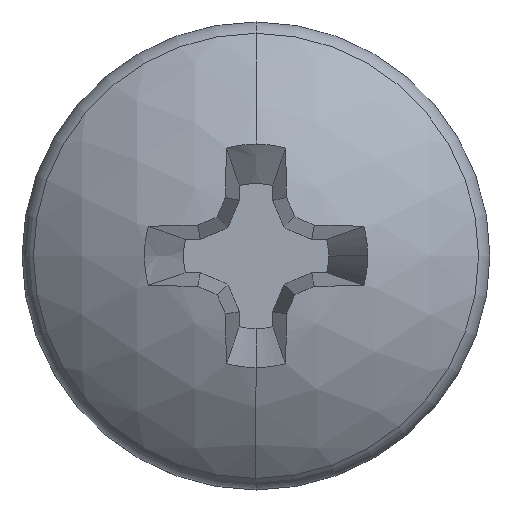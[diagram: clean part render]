
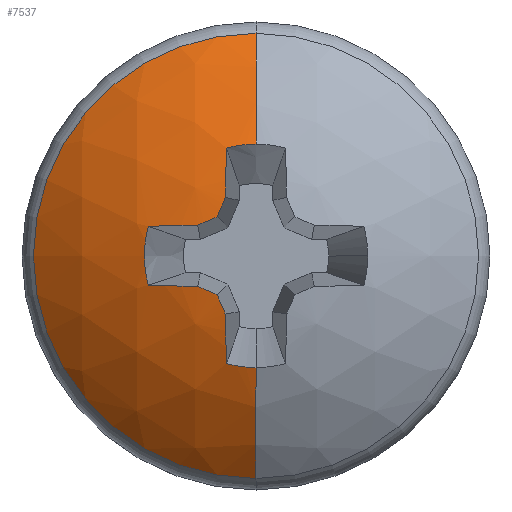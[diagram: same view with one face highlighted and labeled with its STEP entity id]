
A CAD part, top view. The second image highlights one B-rep face of the part: STEP entity #7537.
In plain terms, the highlighted spherical face has radius 4.225 mm.
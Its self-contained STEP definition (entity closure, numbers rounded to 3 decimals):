
#3 = VERTEX_POINT ( 'NONE', #6117 ) ;
#84 = EDGE_LOOP ( 'NONE', ( #2859, #2858, #2857, #2856, #2855, #2854, #2853, #2852, #2851, #2850, #2849, #2848, #2847, #2846 ) ) ;
#113 = VERTEX_POINT ( 'NONE', #6086 ) ;
#601 = AXIS2_PLACEMENT_3D ( 'NONE', #4801, #4802, #4803 ) ;
#602 = AXIS2_PLACEMENT_3D ( 'NONE', #4805, #4806, #4807 ) ;
#603 = AXIS2_PLACEMENT_3D ( 'NONE', #4809, #4810, #4811 ) ;
#604 = AXIS2_PLACEMENT_3D ( 'NONE', #4812, #4813, #4814 ) ;
#605 = AXIS2_PLACEMENT_3D ( 'NONE', #4816, #4817, #4818 ) ;
#606 = AXIS2_PLACEMENT_3D ( 'NONE', #4821, #4822, #4823 ) ;
#622 = AXIS2_PLACEMENT_3D ( 'NONE', #5056, #5057, #5058 ) ;
#623 = AXIS2_PLACEMENT_3D ( 'NONE', #5059, #5060, #5061 ) ;
#624 = AXIS2_PLACEMENT_3D ( 'NONE', #5062, #5063, #5064 ) ;
#625 = AXIS2_PLACEMENT_3D ( 'NONE', #5065, #5066, #5067 ) ;
#626 = AXIS2_PLACEMENT_3D ( 'NONE', #5068, #5069, #5070 ) ;
#627 = AXIS2_PLACEMENT_3D ( 'NONE', #5072, #5073, #5074 ) ;
#628 = AXIS2_PLACEMENT_3D ( 'NONE', #5077, #5078, #5079 ) ;
#629 = AXIS2_PLACEMENT_3D ( 'NONE', #5082, #5083, #5084 ) ;
#705 = AXIS2_PLACEMENT_3D ( 'NONE', #5366, #5361, #5369 ) ;
#800 = VERTEX_POINT ( 'NONE', #6053 ) ;
#1736 = CIRCLE ( 'NONE', #601, 1.433 ) ;
#1737 = CIRCLE ( 'NONE', #602, 4.225 ) ;
#1738 = CIRCLE ( 'NONE', #603, 4.225 ) ;
#1739 = CIRCLE ( 'NONE', #604, 4.215 ) ;
#1741 = CIRCLE ( 'NONE', #605, 4.225 ) ;
#1742 = CIRCLE ( 'NONE', #606, 4.215 ) ;
#1784 = CIRCLE ( 'NONE', #623, 4.225 ) ;
#1791 = CIRCLE ( 'NONE', #622, 2.854 ) ;
#1793 = CIRCLE ( 'NONE', #624, 1.433 ) ;
#1794 = CIRCLE ( 'NONE', #625, 4.225 ) ;
#1795 = CIRCLE ( 'NONE', #626, 4.215 ) ;
#1796 = CIRCLE ( 'NONE', #627, 4.215 ) ;
#1797 = CIRCLE ( 'NONE', #628, 4.225 ) ;
#1798 = CIRCLE ( 'NONE', #629, 1.433 ) ;
#1946 = FACE_OUTER_BOUND ( 'NONE', #84, .T. ) ;
#1948 = SPHERICAL_SURFACE ( 'NONE', #705, 4.225 ) ;
#2083 = VERTEX_POINT ( 'NONE', #6038 ) ;
#2091 = VERTEX_POINT ( 'NONE', #6033 ) ;
#2127 = VERTEX_POINT ( 'NONE', #5997 ) ;
#2143 = VERTEX_POINT ( 'NONE', #5981 ) ;
#2148 = VERTEX_POINT ( 'NONE', #5976 ) ;
#2223 = VERTEX_POINT ( 'NONE', #5901 ) ;
#2246 = VERTEX_POINT ( 'NONE', #5878 ) ;
#2846 = ORIENTED_EDGE ( 'NONE', *, *, #3666, .F. ) ;
#2847 = ORIENTED_EDGE ( 'NONE', *, *, #3664, .F. ) ;
#2848 = ORIENTED_EDGE ( 'NONE', *, *, #3665, .F. ) ;
#2849 = ORIENTED_EDGE ( 'NONE', *, *, #3668, .F. ) ;
#2850 = ORIENTED_EDGE ( 'NONE', *, *, #3670, .F. ) ;
#2851 = ORIENTED_EDGE ( 'NONE', *, *, #3669, .F. ) ;
#2852 = ORIENTED_EDGE ( 'NONE', *, *, #3728, .F. ) ;
#2853 = ORIENTED_EDGE ( 'NONE', *, *, #3727, .F. ) ;
#2854 = ORIENTED_EDGE ( 'NONE', *, *, #3726, .F. ) ;
#2855 = ORIENTED_EDGE ( 'NONE', *, *, #3725, .F. ) ;
#2856 = ORIENTED_EDGE ( 'NONE', *, *, #3724, .F. ) ;
#2857 = ORIENTED_EDGE ( 'NONE', *, *, #3723, .F. ) ;
#2858 = ORIENTED_EDGE ( 'NONE', *, *, #3722, .T. ) ;
#2859 = ORIENTED_EDGE ( 'NONE', *, *, #3721, .T. ) ;
#3664 = EDGE_CURVE ( 'NONE', #2091, #6767, #1736, .T. ) ;
#3665 = EDGE_CURVE ( 'NONE', #6767, #800, #1737, .T. ) ;
#3666 = EDGE_CURVE ( 'NONE', #2127, #2091, #1738, .T. ) ;
#3668 = EDGE_CURVE ( 'NONE', #800, #2143, #1739, .T. ) ;
#3669 = EDGE_CURVE ( 'NONE', #2223, #6701, #1741, .T. ) ;
#3670 = EDGE_CURVE ( 'NONE', #2143, #2223, #1742, .T. ) ;
#3721 = EDGE_CURVE ( 'NONE', #2127, #113, #1791, .T. ) ;
#3722 = EDGE_CURVE ( 'NONE', #113, #2148, #1784, .T. ) ;
#3723 = EDGE_CURVE ( 'NONE', #2246, #2148, #1793, .T. ) ;
#3724 = EDGE_CURVE ( 'NONE', #3, #2246, #1794, .T. ) ;
#3725 = EDGE_CURVE ( 'NONE', #2083, #3, #1795, .T. ) ;
#3726 = EDGE_CURVE ( 'NONE', #6756, #2083, #1796, .T. ) ;
#3727 = EDGE_CURVE ( 'NONE', #6760, #6756, #1797, .T. ) ;
#3728 = EDGE_CURVE ( 'NONE', #6701, #6760, #1798, .T. ) ;
#4801 = CARTESIAN_POINT ( 'NONE',  ( 0., 0., 14.25 ) ) ;
#4802 = DIRECTION ( 'NONE',  ( 0., 0., 1. ) ) ;
#4803 = DIRECTION ( 'NONE',  ( -1., 0., 0. ) ) ;
#4805 = CARTESIAN_POINT ( 'NONE',  ( -0.03, 0., 10.272 ) ) ;
#4806 = DIRECTION ( 'NONE',  ( 0.996, 0., 0.087 ) ) ;
#4807 = DIRECTION ( 'NONE',  ( 0.087, 0., -0.996 ) ) ;
#4809 = CARTESIAN_POINT ( 'NONE',  ( 0., 0., 10.275 ) ) ;
#4810 = DIRECTION ( 'NONE',  ( 1., 0., 0. ) ) ;
#4811 = DIRECTION ( 'NONE',  ( 0., 0., -1. ) ) ;
#4812 = CARTESIAN_POINT ( 'NONE',  ( -0.263, 0.109, 10.25 ) ) ;
#4813 = DIRECTION ( 'NONE',  ( 0.92, -0.381, 0.087 ) ) ;
#4814 = DIRECTION ( 'NONE',  ( 0.383, 0.924, 0. ) ) ;
#4816 = CARTESIAN_POINT ( 'NONE',  ( 0., 0.03, 10.272 ) ) ;
#4817 = DIRECTION ( 'NONE',  ( 0., -0.996, 0.087 ) ) ;
#4818 = DIRECTION ( 'NONE',  ( 0., -0.087, -0.996 ) ) ;
#4821 = CARTESIAN_POINT ( 'NONE',  ( -0.109, 0.263, 10.25 ) ) ;
#4822 = DIRECTION ( 'NONE',  ( 0.381, -0.92, 0.087 ) ) ;
#4823 = DIRECTION ( 'NONE',  ( 0.924, 0.383, 0. ) ) ;
#5056 = CARTESIAN_POINT ( 'NONE',  ( 0., 0., 13.39 ) ) ;
#5057 = DIRECTION ( 'NONE',  ( 0., 0., 1. ) ) ;
#5058 = DIRECTION ( 'NONE',  ( 0., -1., 0. ) ) ;
#5059 = CARTESIAN_POINT ( 'NONE',  ( 0., 0., 10.275 ) ) ;
#5060 = DIRECTION ( 'NONE',  ( -1., 0., 0. ) ) ;
#5061 = DIRECTION ( 'NONE',  ( 0., -1., 0. ) ) ;
#5062 = CARTESIAN_POINT ( 'NONE',  ( 0., 0., 14.25 ) ) ;
#5063 = DIRECTION ( 'NONE',  ( 0., 0., 1. ) ) ;
#5064 = DIRECTION ( 'NONE',  ( 0., 1., 0. ) ) ;
#5065 = CARTESIAN_POINT ( 'NONE',  ( -0.03, 0., 10.272 ) ) ;
#5066 = DIRECTION ( 'NONE',  ( 0.996, 0., 0.087 ) ) ;
#5067 = DIRECTION ( 'NONE',  ( 0.087, 0., -0.996 ) ) ;
#5068 = CARTESIAN_POINT ( 'NONE',  ( -0.263, -0.109, 10.25 ) ) ;
#5069 = DIRECTION ( 'NONE',  ( 0.92, 0.381, 0.087 ) ) ;
#5070 = DIRECTION ( 'NONE',  ( -0.383, 0.924, 0. ) ) ;
#5072 = CARTESIAN_POINT ( 'NONE',  ( -0.109, -0.263, 10.25 ) ) ;
#5073 = DIRECTION ( 'NONE',  ( 0.381, 0.92, 0.087 ) ) ;
#5074 = DIRECTION ( 'NONE',  ( -0.924, 0.383, 0. ) ) ;
#5075 = CARTESIAN_POINT ( 'NONE',  ( -0.749, -0.393, 14.415 ) ) ;
#5077 = CARTESIAN_POINT ( 'NONE',  ( 0., -0.03, 10.272 ) ) ;
#5078 = DIRECTION ( 'NONE',  ( 0., 0.996, 0.087 ) ) ;
#5079 = DIRECTION ( 'NONE',  ( 0., -0.087, 0.996 ) ) ;
#5082 = CARTESIAN_POINT ( 'NONE',  ( 0., 0., 14.25 ) ) ;
#5083 = DIRECTION ( 'NONE',  ( 0., 0., 1. ) ) ;
#5084 = DIRECTION ( 'NONE',  ( -1., 0., 0. ) ) ;
#5094 = CARTESIAN_POINT ( 'NONE',  ( -1.382, 0.378, 14.25 ) ) ;
#5120 = CARTESIAN_POINT ( 'NONE',  ( -1.382, -0.378, 14.25 ) ) ;
#5126 = CARTESIAN_POINT ( 'NONE',  ( -0.378, 1.382, 14.25 ) ) ;
#5361 = DIRECTION ( 'NONE',  ( -1., 0., 0. ) ) ;
#5366 = CARTESIAN_POINT ( 'NONE',  ( 0., 0., 10.275 ) ) ;
#5369 = DIRECTION ( 'NONE',  ( 0., 1., 0. ) ) ;
#5878 = CARTESIAN_POINT ( 'NONE',  ( -0.378, -1.382, 14.25 ) ) ;
#5901 = CARTESIAN_POINT ( 'NONE',  ( -0.749, 0.393, 14.415 ) ) ;
#5976 = CARTESIAN_POINT ( 'NONE',  ( 0., -1.433, 14.25 ) ) ;
#5981 = CARTESIAN_POINT ( 'NONE',  ( -0.499, 0.499, 14.441 ) ) ;
#5997 = CARTESIAN_POINT ( 'NONE',  ( 0., 2.854, 13.39 ) ) ;
#6033 = CARTESIAN_POINT ( 'NONE',  ( 0., 1.433, 14.25 ) ) ;
#6038 = CARTESIAN_POINT ( 'NONE',  ( -0.499, -0.499, 14.441 ) ) ;
#6053 = CARTESIAN_POINT ( 'NONE',  ( -0.393, 0.749, 14.415 ) ) ;
#6086 = CARTESIAN_POINT ( 'NONE',  ( 0., -2.854, 13.39 ) ) ;
#6117 = CARTESIAN_POINT ( 'NONE',  ( -0.393, -0.749, 14.415 ) ) ;
#6701 = VERTEX_POINT ( 'NONE', #5094 ) ;
#6756 = VERTEX_POINT ( 'NONE', #5075 ) ;
#6760 = VERTEX_POINT ( 'NONE', #5120 ) ;
#6767 = VERTEX_POINT ( 'NONE', #5126 ) ;
#7537 = ADVANCED_FACE ( 'NONE', ( #1946 ), #1948, .T. ) ;
